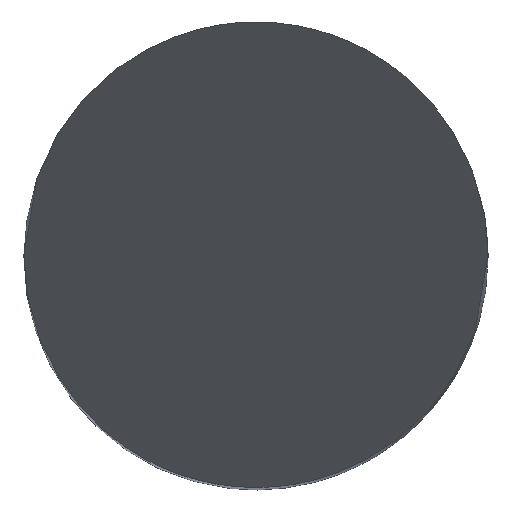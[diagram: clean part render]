
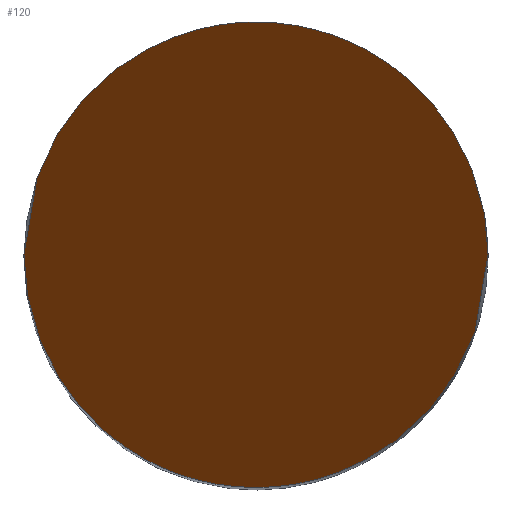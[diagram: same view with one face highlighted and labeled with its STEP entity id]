
A CAD part, top view. The second image highlights one B-rep face of the part: STEP entity #120.
In plain terms, the highlighted planar face has unit normal (0, -0.866, 0.5).
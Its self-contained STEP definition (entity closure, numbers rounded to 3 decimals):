
#58=PLANE('',#644);
#120=ADVANCED_FACE('',(#161),#58,.T.);
#161=FACE_OUTER_BOUND('',#195,.T.);
#195=EDGE_LOOP('',(#326,#327));
#326=ORIENTED_EDGE('',*,*,#478,.F.);
#327=ORIENTED_EDGE('',*,*,#504,.F.);
#423=VERTEX_POINT('',#986);
#424=VERTEX_POINT('',#987);
#478=EDGE_CURVE('',#423,#424,#576,.T.);
#504=EDGE_CURVE('',#424,#423,#580,.T.);
#576=(
BOUNDED_CURVE()
B_SPLINE_CURVE(3,(#982,#983,#984,#985),.UNSPECIFIED.,.F.,.F.)
B_SPLINE_CURVE_WITH_KNOTS((4,4),(0.,1.),.UNSPECIFIED.)
CURVE()
GEOMETRIC_REPRESENTATION_ITEM()
RATIONAL_B_SPLINE_CURVE((1.,0.333,0.333,1.))
REPRESENTATION_ITEM('')
);
#580=(
BOUNDED_CURVE()
B_SPLINE_CURVE(3,(#1110,#1111,#1112,#1113),.UNSPECIFIED.,.F.,.F.)
B_SPLINE_CURVE_WITH_KNOTS((4,4),(0.,1.),.UNSPECIFIED.)
CURVE()
GEOMETRIC_REPRESENTATION_ITEM()
RATIONAL_B_SPLINE_CURVE((1.,0.333,0.333,1.))
REPRESENTATION_ITEM('')
);
#644=AXIS2_PLACEMENT_3D('',#1148,#747,#748);
#747=DIRECTION('',(0.,-0.866,0.5));
#748=DIRECTION('',(0.,0.5,0.866));
#982=CARTESIAN_POINT('',(2.,0.,0.));
#983=CARTESIAN_POINT('',(2.,-4.,-6.928));
#984=CARTESIAN_POINT('',(-2.,-4.,-6.928));
#985=CARTESIAN_POINT('',(-2.,0.,0.));
#986=CARTESIAN_POINT('',(2.,0.,0.));
#987=CARTESIAN_POINT('',(-2.,0.,0.));
#1110=CARTESIAN_POINT('',(-2.,0.,0.));
#1111=CARTESIAN_POINT('',(-2.,4.,6.928));
#1112=CARTESIAN_POINT('',(2.,4.,6.928));
#1113=CARTESIAN_POINT('',(2.,0.,0.));
#1148=CARTESIAN_POINT('',(53.884,2.,3.464));
